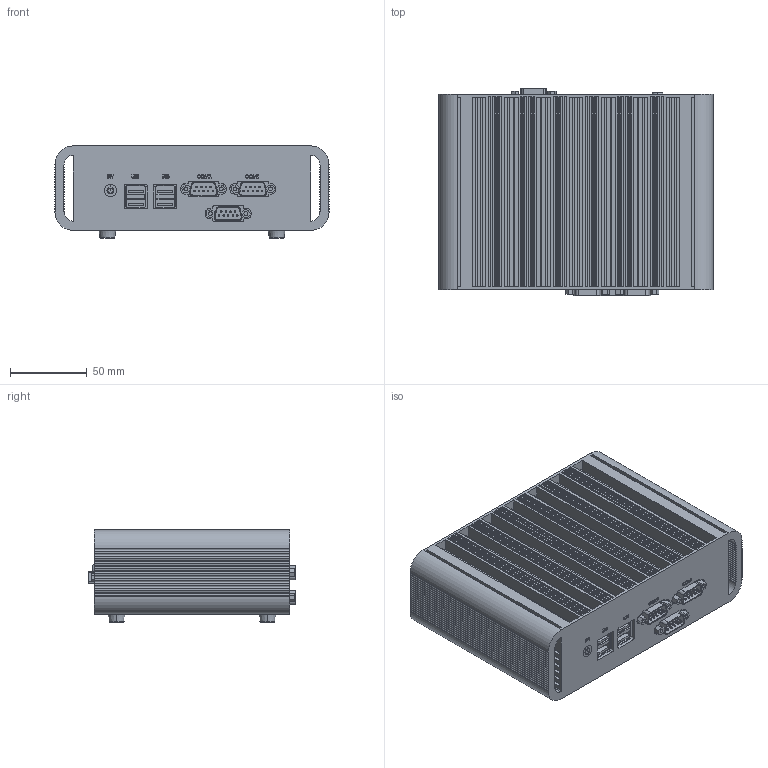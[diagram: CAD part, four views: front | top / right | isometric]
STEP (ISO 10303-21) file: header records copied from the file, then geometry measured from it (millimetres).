
FILE_DESCRIPTION (( 'STEP AP203' ), '1' );
FILE_NAME ('陔翋儂.STEP', '2021-08-09T08:52:59', ( 'PS' ), ( '' ), 'SwSTEP 2.0', 'SolidWorks 2018', '' );
FILE_SCHEMA (( 'CONFIG_CONTROL_DESIGN' ));
Length unit declared in the file: millimetre
Products named in the file (1): 陔翋儂
Bounding box: 178 x 135 x 60 mm (x, y, z)
Volume: 682425.6 mm3; surface area: 217937.3 mm2
Topology: 1 solids, 1 shells, 1351 faces, 3705 edges, 2546 vertices
Faces by surface type: plane 793, cylinder 444, torus 92, cone 20, sphere 2
Entity records: 45178 total; most frequent: CARTESIAN_POINT 10229, ORIENTED_EDGE 7394, DIRECTION 7008, EDGE_CURVE 3697, VECTOR 2560, LINE 2560, VERTEX_POINT 2544, AXIS2_PLACEMENT_3D 2224
